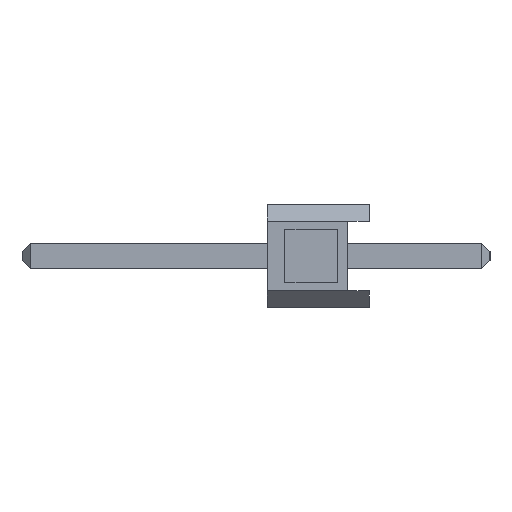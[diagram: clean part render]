
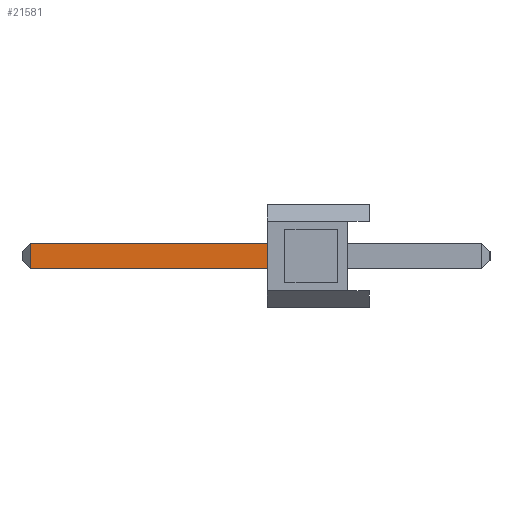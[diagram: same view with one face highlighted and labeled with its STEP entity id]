
A CAD part, left-side view. The second image highlights one B-rep face of the part: STEP entity #21581.
In plain terms, the highlighted planar face has unit normal (-1, 0, 0).
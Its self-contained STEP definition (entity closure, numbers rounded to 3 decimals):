
#730 = CARTESIAN_POINT ( 'NONE',  ( -0.32, 2.54, 0. ) ) ;
#2252 = VECTOR ( 'NONE', #32458, 1000. ) ;
#3150 = CARTESIAN_POINT ( 'NONE',  ( -0.32, 2.54, 0.32 ) ) ;
#4306 = VERTEX_POINT ( 'NONE', #3150 ) ;
#5588 = FACE_OUTER_BOUND ( 'NONE', #21172, .T. ) ;
#7148 = LINE ( 'NONE', #18445, #43382 ) ;
#11458 = EDGE_CURVE ( 'NONE', #39759, #45494, #7148, .T. ) ;
#14077 = LINE ( 'NONE', #15222, #2252 ) ;
#15222 = CARTESIAN_POINT ( 'NONE',  ( -0.32, -3., 0.32 ) ) ;
#15354 = DIRECTION ( 'NONE',  ( -1., 0., 0. ) ) ;
#15650 = DIRECTION ( 'NONE',  ( 0., 1., 0. ) ) ;
#15802 = CARTESIAN_POINT ( 'NONE',  ( -0.32, 8.44, -0.32 ) ) ;
#18039 = VECTOR ( 'NONE', #15650, 1000. ) ;
#18445 = CARTESIAN_POINT ( 'NONE',  ( -0.32, 8.44, -0.32 ) ) ;
#20845 = ORIENTED_EDGE ( 'NONE', *, *, #50606, .F. ) ;
#21172 = EDGE_LOOP ( 'NONE', ( #45431, #39095, #20845, #35512 ) ) ;
#21581 = ADVANCED_FACE ( 'NONE', ( #5588 ), #35220, .T. ) ;
#21876 = LINE ( 'NONE', #730, #33704 ) ;
#22997 = CARTESIAN_POINT ( 'NONE',  ( -0.32, -3., -0.32 ) ) ;
#23031 = DIRECTION ( 'NONE',  ( 0., 0., 1. ) ) ;
#24128 = CARTESIAN_POINT ( 'NONE',  ( -0.32, 2.54, -0.32 ) ) ;
#28785 = DIRECTION ( 'NONE',  ( 0., 0., -1. ) ) ;
#31394 = CARTESIAN_POINT ( 'NONE',  ( -0.32, -3., -0.32 ) ) ;
#32458 = DIRECTION ( 'NONE',  ( 0., 1., 0. ) ) ;
#32953 = EDGE_CURVE ( 'NONE', #4306, #49717, #21876, .T. ) ;
#33704 = VECTOR ( 'NONE', #28785, 1000. ) ;
#34136 = EDGE_CURVE ( 'NONE', #4306, #39759, #14077, .T. ) ;
#34304 = DIRECTION ( 'NONE',  ( 0., 0., -1. ) ) ;
#35220 = PLANE ( 'NONE',  #48590 ) ;
#35512 = ORIENTED_EDGE ( 'NONE', *, *, #32953, .F. ) ;
#37886 = CARTESIAN_POINT ( 'NONE',  ( -0.32, 8.44, 0.32 ) ) ;
#39095 = ORIENTED_EDGE ( 'NONE', *, *, #11458, .T. ) ;
#39759 = VERTEX_POINT ( 'NONE', #37886 ) ;
#39973 = LINE ( 'NONE', #22997, #18039 ) ;
#43382 = VECTOR ( 'NONE', #34304, 1000. ) ;
#45431 = ORIENTED_EDGE ( 'NONE', *, *, #34136, .T. ) ;
#45494 = VERTEX_POINT ( 'NONE', #15802 ) ;
#48590 = AXIS2_PLACEMENT_3D ( 'NONE', #31394, #15354, #23031 ) ;
#49717 = VERTEX_POINT ( 'NONE', #24128 ) ;
#50606 = EDGE_CURVE ( 'NONE', #49717, #45494, #39973, .T. ) ;
